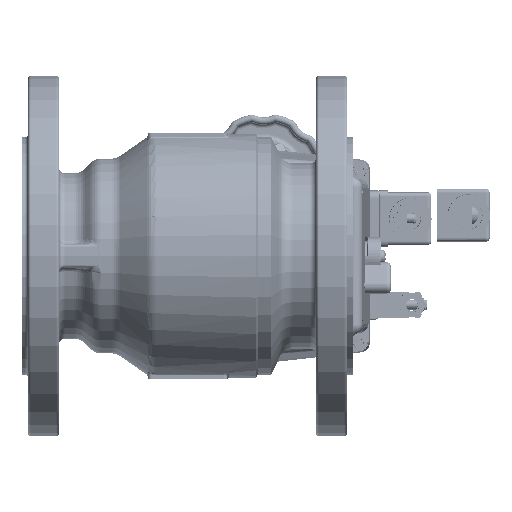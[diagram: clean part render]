
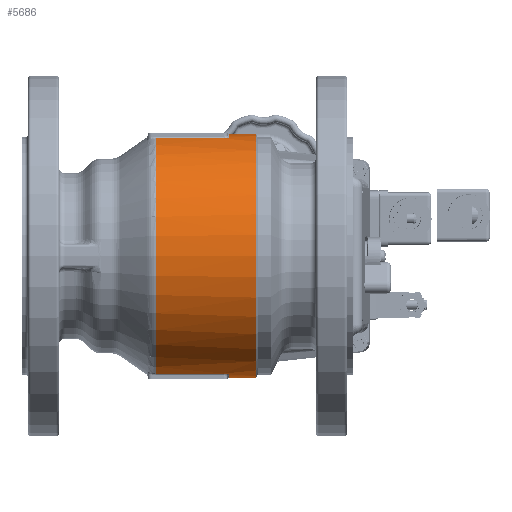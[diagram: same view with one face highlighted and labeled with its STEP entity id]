
A CAD part, front view. The second image highlights one B-rep face of the part: STEP entity #5686.
In plain terms, the highlighted cylindrical face has radius 62.5 mm (diameter 125 mm), a partial arc.
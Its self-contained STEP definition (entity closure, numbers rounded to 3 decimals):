
#5686=ADVANCED_FACE('',(#16102),#16103,.T.);
#16102=FACE_OUTER_BOUND('',#31940,.T.);
#16103=CYLINDRICAL_SURFACE('',#31941,62.5);
#31940=EDGE_LOOP('',(#76712,#76713,#76714,#76715,#76716,#76717,#76718,#76719,#76720,#76721,#76722));
#31941=AXIS2_PLACEMENT_3D('',#76723,#76724,#76725);
#76712=ORIENTED_EDGE('',*,*,#120154,.F.);
#76713=ORIENTED_EDGE('',*,*,#120155,.F.);
#76714=ORIENTED_EDGE('',*,*,#120156,.F.);
#76715=ORIENTED_EDGE('',*,*,#119914,.F.);
#76716=ORIENTED_EDGE('',*,*,#119882,.T.);
#76717=ORIENTED_EDGE('',*,*,#120157,.T.);
#76718=ORIENTED_EDGE('',*,*,#119894,.F.);
#76719=ORIENTED_EDGE('',*,*,#120158,.F.);
#76720=ORIENTED_EDGE('',*,*,#120159,.F.);
#76721=ORIENTED_EDGE('',*,*,#120160,.F.);
#76722=ORIENTED_EDGE('',*,*,#120161,.F.);
#76723=CARTESIAN_POINT('',(-27.488,-26.313,-14.915));
#76724=DIRECTION('',(-1.0,0.,0.));
#76725=DIRECTION('',(0.,0.,1.0));
#119882=EDGE_CURVE('',#137244,#137241,#137245,.T.);
#119894=EDGE_CURVE('',#137264,#137266,#137267,.T.);
#119914=EDGE_CURVE('',#137244,#137301,#137302,.T.);
#120154=EDGE_CURVE('',#137711,#137712,#137713,.T.);
#120155=EDGE_CURVE('',#137714,#137711,#137715,.T.);
#120156=EDGE_CURVE('',#137301,#137714,#137716,.T.);
#120157=EDGE_CURVE('',#137241,#137266,#137717,.T.);
#120158=EDGE_CURVE('',#137718,#137264,#137719,.T.);
#120159=EDGE_CURVE('',#137720,#137718,#137721,.T.);
#120160=EDGE_CURVE('',#137722,#137720,#137723,.T.);
#120161=EDGE_CURVE('',#137712,#137722,#137724,.T.);
#137241=VERTEX_POINT('',#161996);
#137244=VERTEX_POINT('',#161999);
#137245=CIRCLE('',#162000,62.5);
#137264=VERTEX_POINT('',#162030);
#137266=VERTEX_POINT('',#162032);
#137267=LINE('',#162033,#162034);
#137301=VERTEX_POINT('',#162085);
#137302=LINE('',#162086,#162087);
#137711=VERTEX_POINT('',#162790);
#137712=VERTEX_POINT('',#162791);
#137713=LINE('',#162792,#162793);
#137714=VERTEX_POINT('',#162794);
#137715=CIRCLE('',#162795,62.5);
#137716=B_SPLINE_CURVE_WITH_KNOTS('',3,(#162796,#162797,#162798,#162799,#162800,#162801),.UNSPECIFIED.,.F.,.F.,(4,1,1,4),(0.,0.204,0.34,0.476),.UNSPECIFIED.);
#137717=CIRCLE('',#162802,62.5);
#137718=VERTEX_POINT('',#162803);
#137719=B_SPLINE_CURVE_WITH_KNOTS('',3,(#162804,#162805,#162806,#162807,#162808),.UNSPECIFIED.,.F.,.F.,(4,1,4),(0.,0.272,0.476),.UNSPECIFIED.);
#137720=VERTEX_POINT('',#162809);
#137721=CIRCLE('',#162810,62.5);
#137722=VERTEX_POINT('',#162811);
#137723=LINE('',#162812,#162813);
#137724=CIRCLE('',#162814,62.5);
#161996=CARTESIAN_POINT('',(-53.551,-88.813,-14.915));
#161999=CARTESIAN_POINT('',(-53.551,-42.553,45.438));
#162000=AXIS2_PLACEMENT_3D('',#205695,#205696,#205697);
#162030=CARTESIAN_POINT('',(-18.925,-42.553,-75.268));
#162032=CARTESIAN_POINT('',(-53.551,-42.553,-75.268));
#162033=CARTESIAN_POINT('',(-27.488,-42.553,-75.268));
#162034=VECTOR('',#205713,34.626);
#162085=CARTESIAN_POINT('',(-18.925,-42.553,45.438));
#162086=CARTESIAN_POINT('',(-27.488,-42.553,45.438));
#162087=VECTOR('',#205739,34.626);
#162790=CARTESIAN_POINT('',(-15.925,-26.313,47.585));
#162791=CARTESIAN_POINT('',(-2.291,-26.313,47.585));
#162792=CARTESIAN_POINT('',(-27.488,-26.313,47.585));
#162793=VECTOR('',#206122,1.0);
#162794=CARTESIAN_POINT('',(-15.925,-39.6,46.156));
#162795=AXIS2_PLACEMENT_3D('',#206123,#206124,#206125);
#162796=CARTESIAN_POINT('',(-18.925,-42.553,45.438));
#162797=CARTESIAN_POINT('',(-18.246,-42.553,45.438));
#162798=CARTESIAN_POINT('',(-17.117,-42.152,45.548));
#162799=CARTESIAN_POINT('',(-16.126,-40.909,45.861));
#162800=CARTESIAN_POINT('',(-15.925,-40.036,46.061));
#162801=CARTESIAN_POINT('',(-15.925,-39.6,46.156));
#162802=AXIS2_PLACEMENT_3D('',#206126,#206127,#206128);
#162803=CARTESIAN_POINT('',(-15.925,-39.6,-75.986));
#162804=CARTESIAN_POINT('',(-15.925,-39.6,-75.986));
#162805=CARTESIAN_POINT('',(-15.925,-40.471,-75.797));
#162806=CARTESIAN_POINT('',(-16.648,-41.984,-75.426));
#162807=CARTESIAN_POINT('',(-18.246,-42.553,-75.268));
#162808=CARTESIAN_POINT('',(-18.925,-42.553,-75.268));
#162809=CARTESIAN_POINT('',(-15.925,-26.313,-77.415));
#162810=AXIS2_PLACEMENT_3D('',#206129,#206130,#206131);
#162811=CARTESIAN_POINT('',(-2.291,-26.313,-77.415));
#162812=CARTESIAN_POINT('',(-27.488,-26.313,-77.415));
#162813=VECTOR('',#206132,1.0);
#162814=AXIS2_PLACEMENT_3D('',#206133,#206134,#206135);
#205695=CARTESIAN_POINT('',(-53.551,-26.313,-14.915));
#205696=DIRECTION('',(1.0,0.,0.));
#205697=DIRECTION('',(0.,0.,1.0));
#205713=DIRECTION('',(-1.0,0.,0.));
#205739=DIRECTION('',(1.0,0.,0.));
#206122=DIRECTION('',(1.0,0.,0.));
#206123=CARTESIAN_POINT('',(-15.925,-26.313,-14.915));
#206124=DIRECTION('',(-1.0,0.0,0.0));
#206125=DIRECTION('',(0.0,0.,1.0));
#206126=CARTESIAN_POINT('',(-53.551,-26.313,-14.915));
#206127=DIRECTION('',(1.0,0.,0.));
#206128=DIRECTION('',(0.,0.,1.0));
#206129=CARTESIAN_POINT('',(-15.925,-26.313,-14.915));
#206130=DIRECTION('',(-1.0,-0.0,0.0));
#206131=DIRECTION('',(0.0,0.,-1.0));
#206132=DIRECTION('',(-1.0,0.,0.));
#206133=CARTESIAN_POINT('',(-2.291,-26.313,-14.915));
#206134=DIRECTION('',(1.0,0.,0.));
#206135=DIRECTION('',(0.,0.,-1.0));
